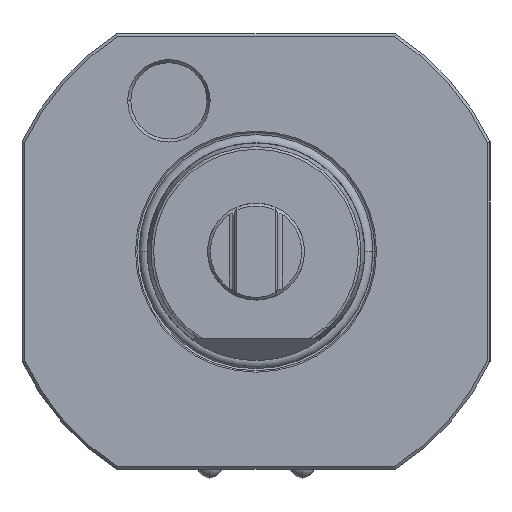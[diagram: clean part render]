
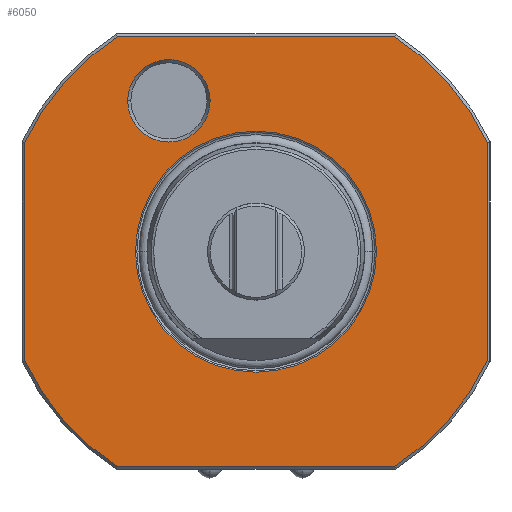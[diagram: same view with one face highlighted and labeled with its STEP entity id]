
A CAD part, left-side view. The second image highlights one B-rep face of the part: STEP entity #6050.
In plain terms, the highlighted planar face has unit normal (-1, 0, 0).
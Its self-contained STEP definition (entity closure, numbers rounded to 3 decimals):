
#230=CARTESIAN_POINT('',(-76.,0.,0.));
#231=DIRECTION('',(1.,0.,0.));
#232=DIRECTION('',(0.,-0.904,-0.427));
#233=AXIS2_PLACEMENT_3D('',#230,#231,#232);
#235=DIRECTION('',(0.,-1.,0.));
#236=VECTOR('',#235,50.942);
#237=CARTESIAN_POINT('',(-76.,25.471,-39.5));
#238=LINE('',#237,#236);
#239=CARTESIAN_POINT('',(-76.,0.,0.));
#240=DIRECTION('',(1.,0.,0.));
#241=DIRECTION('',(0.,0.542,-0.84));
#242=AXIS2_PLACEMENT_3D('',#239,#240,#241);
#244=DIRECTION('',(0.,0.,-1.));
#245=VECTOR('',#244,40.138);
#246=CARTESIAN_POINT('',(-76.,42.5,20.069));
#247=LINE('',#246,#245);
#248=CARTESIAN_POINT('',(-76.,0.,0.));
#249=DIRECTION('',(1.,0.,0.));
#250=DIRECTION('',(0.,0.904,0.427));
#251=AXIS2_PLACEMENT_3D('',#248,#249,#250);
#253=DIRECTION('',(0.,1.,0.));
#254=VECTOR('',#253,50.942);
#255=CARTESIAN_POINT('',(-76.,-25.471,39.5));
#256=LINE('',#255,#254);
#257=CARTESIAN_POINT('',(-76.,0.,0.));
#258=DIRECTION('',(1.,0.,0.));
#259=DIRECTION('',(0.,-0.542,0.84));
#260=AXIS2_PLACEMENT_3D('',#257,#258,#259);
#262=DIRECTION('',(0.,0.,1.));
#263=VECTOR('',#262,40.138);
#264=CARTESIAN_POINT('',(-76.,-42.5,
-20.069));
#265=LINE('',#264,#263);
#266=CARTESIAN_POINT('',(-76.,0.,0.));
#267=DIRECTION('',(1.,0.,0.));
#268=DIRECTION('',(0.,-1.,0.));
#269=AXIS2_PLACEMENT_3D('',#266,#267,#268);
#271=CARTESIAN_POINT('',(-76.,0.,0.));
#272=DIRECTION('',(1.,0.,0.));
#273=DIRECTION('',(0.,1.,0.));
#274=AXIS2_PLACEMENT_3D('',#271,#272,#273);
#276=CARTESIAN_POINT('',(-76.,16.,27.713));
#277=DIRECTION('',(1.,0.,0.));
#278=DIRECTION('',(0.,-1.,0.));
#279=AXIS2_PLACEMENT_3D('',#276,#277,#278);
#281=CARTESIAN_POINT('',(-76.,16.,27.713));
#282=DIRECTION('',(1.,0.,0.));
#283=DIRECTION('',(0.,1.,0.));
#284=AXIS2_PLACEMENT_3D('',#281,#282,#283);
#5273=CARTESIAN_POINT('',(-76.,-22.15,0.));
#5274=CARTESIAN_POINT('',(-76.,22.15,0.));
#5275=VERTEX_POINT('',#5273);
#5276=VERTEX_POINT('',#5274);
#5277=CARTESIAN_POINT('',(-76.,8.423,27.713));
#5278=CARTESIAN_POINT('',(-76.,23.577,27.713));
#5279=VERTEX_POINT('',#5277);
#5280=VERTEX_POINT('',#5278);
#5281=CARTESIAN_POINT('',(-76.,-42.5,-20.07));
#5282=CARTESIAN_POINT('',(-76.,-25.471,-39.5));
#5283=VERTEX_POINT('',#5281);
#5284=VERTEX_POINT('',#5282);
#5289=CARTESIAN_POINT('',(-76.,-25.471,39.5));
#5290=CARTESIAN_POINT('',(-76.,-42.5,20.07));
#5291=VERTEX_POINT('',#5289);
#5292=VERTEX_POINT('',#5290);
#5313=CARTESIAN_POINT('',(-76.,42.5,20.07));
#5314=CARTESIAN_POINT('',(-76.,25.471,39.5));
#5315=VERTEX_POINT('',#5313);
#5316=VERTEX_POINT('',#5314);
#5321=CARTESIAN_POINT('',(-76.,25.471,-39.5));
#5322=CARTESIAN_POINT('',(-76.,42.5,-20.07));
#5323=VERTEX_POINT('',#5321);
#5324=VERTEX_POINT('',#5322);
#6016=CARTESIAN_POINT('',(-76.,0.,0.));
#6017=DIRECTION('',(-1.,0.,0.));
#6018=DIRECTION('',(0.,1.,0.));
#6019=AXIS2_PLACEMENT_3D('',#6016,#6017,#6018);
#6020=PLANE('',#6019);
#6022=ORIENTED_EDGE('',*,*,#6021,.T.);
#6024=ORIENTED_EDGE('',*,*,#6023,.F.);
#6026=ORIENTED_EDGE('',*,*,#6025,.T.);
#6028=ORIENTED_EDGE('',*,*,#6027,.F.);
#6030=ORIENTED_EDGE('',*,*,#6029,.T.);
#6032=ORIENTED_EDGE('',*,*,#6031,.F.);
#6033=ORIENTED_EDGE('',*,*,#6006,.T.);
#6035=ORIENTED_EDGE('',*,*,#6034,.F.);
#6036=EDGE_LOOP('',(#6022,#6024,#6026,#6028,#6030,#6032,#6033,#6035));
#6037=FACE_OUTER_BOUND('',#6036,.F.);
#6039=ORIENTED_EDGE('',*,*,#6038,.F.);
#6041=ORIENTED_EDGE('',*,*,#6040,.F.);
#6042=EDGE_LOOP('',(#6039,#6041));
#6043=FACE_BOUND('',#6042,.F.);
#6045=ORIENTED_EDGE('',*,*,#6044,.F.);
#6047=ORIENTED_EDGE('',*,*,#6046,.F.);
#6048=EDGE_LOOP('',(#6045,#6047));
#6049=FACE_BOUND('',#6048,.F.);
#234=CIRCLE('',#233,47.001);
#243=CIRCLE('',#242,47.001);
#252=CIRCLE('',#251,47.001);
#261=CIRCLE('',#260,47.001);
#270=CIRCLE('',#269,22.15);
#275=CIRCLE('',#274,22.15);
#280=CIRCLE('',#279,7.577);
#285=CIRCLE('',#284,7.577);
#6006=EDGE_CURVE('',#5291,#5292,#261,.T.);
#6021=EDGE_CURVE('',#5283,#5284,#234,.T.);
#6023=EDGE_CURVE('',#5323,#5284,#238,.T.);
#6025=EDGE_CURVE('',#5323,#5324,#243,.T.);
#6027=EDGE_CURVE('',#5315,#5324,#247,.T.);
#6029=EDGE_CURVE('',#5315,#5316,#252,.T.);
#6031=EDGE_CURVE('',#5291,#5316,#256,.T.);
#6034=EDGE_CURVE('',#5283,#5292,#265,.T.);
#6038=EDGE_CURVE('',#5275,#5276,#270,.T.);
#6040=EDGE_CURVE('',#5276,#5275,#275,.T.);
#6044=EDGE_CURVE('',#5279,#5280,#280,.T.);
#6046=EDGE_CURVE('',#5280,#5279,#285,.T.);
#6050=ADVANCED_FACE('',(#6037,#6043,#6049),#6020,.T.);
